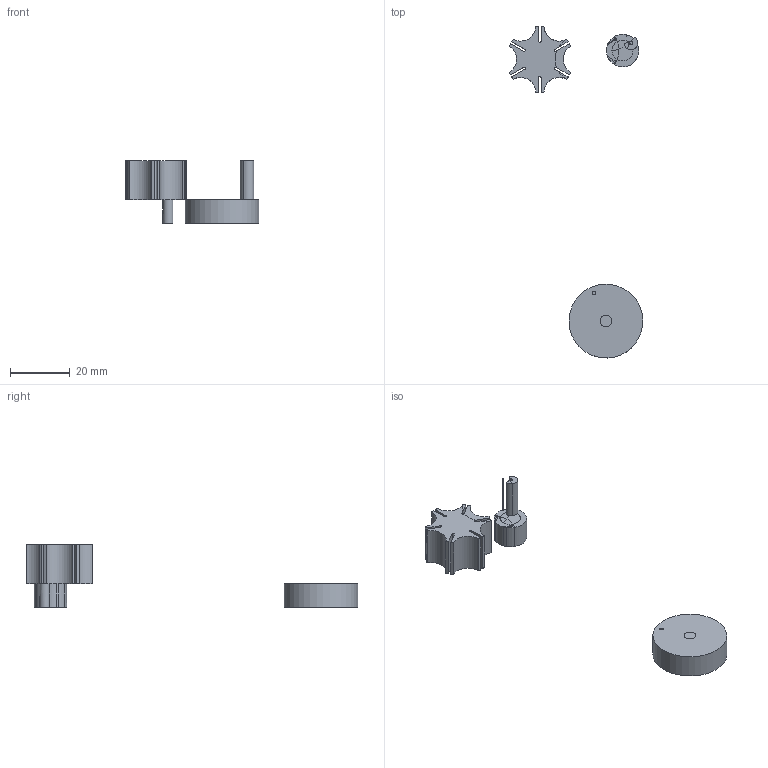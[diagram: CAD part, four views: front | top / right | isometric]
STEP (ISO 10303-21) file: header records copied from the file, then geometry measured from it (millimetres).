
FILE_DESCRIPTION(('Open CASCADE Model'),'2;1');
FILE_NAME('Open CASCADE Shape Model','2025-05-28T23:41:04',('Author'),( 'Open CASCADE'),'Open CASCADE STEP processor 7.9','Open CASCADE 7.9' ,'Unknown');
FILE_SCHEMA(('AUTOMOTIVE_DESIGN { 1 0 10303 214 1 1 1 1 }'));
Length unit declared in the file: millimetre
Products named in the file (5): Open CASCADE STEP translator 7.9 1; Open CASCADE STEP translator 7.9 1.1; Open CASCADE STEP translator 7.9 1.2; Open CASCADE STEP translator 7.9 1.3; Open CASCADE STEP translator 7.9 1.4
Assembly tree (4 placements, depth 2):
  Open CASCADE STEP translator 7.9 1
    Open CASCADE STEP translator 7.9 1.1
    Open CASCADE STEP translator 7.9 1.2
    Open CASCADE STEP translator 7.9 1.3
    Open CASCADE STEP translator 7.9 1.4
Bounding box: 44.78 x 111.26 x 20.98 mm (x, y, z)
Volume: 7936.4 mm3; surface area: 5024.3 mm2
Topology: 4 solids, 4 shells, 165 faces, 364 edges, 196 vertices
Faces by surface type: plane 102, cylinder 63
Full cylindrical faces by diameter (mm): 0.962 x1, 1.122 x1, 3.365 x1, 24.765 x1
Entity records: 9759 total; most frequent: CARTESIAN_POINT 2388, DIRECTION 1471, ORIENTED_EDGE 750, PCURVE 728, DEFINITIONAL_REPRESENTATION 728, LINE 515, VECTOR 515, AXIS2_PLACEMENT_3D 399
